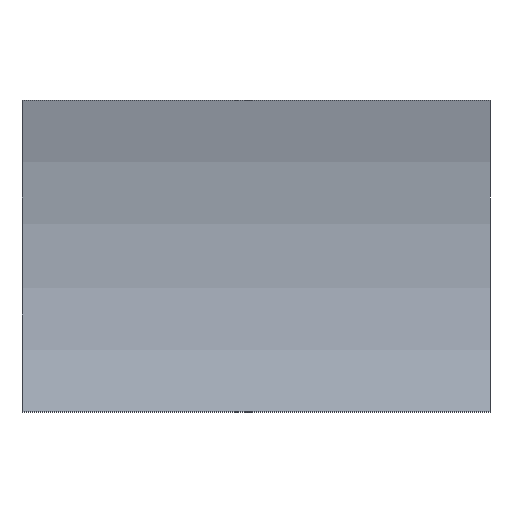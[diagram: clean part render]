
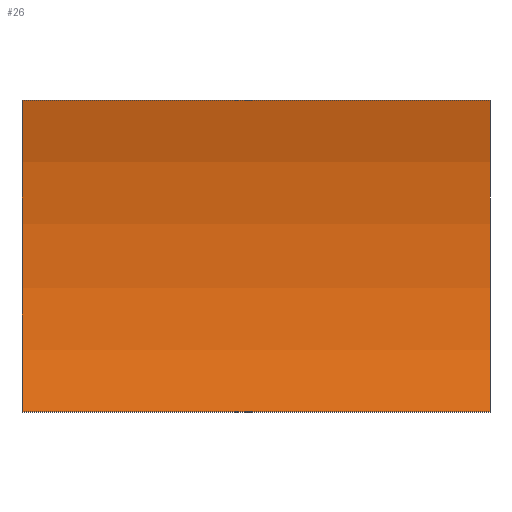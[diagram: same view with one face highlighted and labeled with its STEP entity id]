
A CAD part, left-side view. The second image highlights one B-rep face of the part: STEP entity #26.
In plain terms, the highlighted cylindrical face has radius 34.35 mm (diameter 68.7 mm), a partial arc.
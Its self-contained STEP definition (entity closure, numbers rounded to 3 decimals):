
#6 = VERTEX_POINT ( 'NONE', #32 ) ;
#14 = VECTOR ( 'NONE', #160, 1000. ) ;
#17 = LINE ( 'NONE', #92, #14 ) ;
#23 = CYLINDRICAL_SURFACE ( 'NONE', #133, 34.35 ) ;
#26 = ADVANCED_FACE ( 'NONE', ( #169 ), #23, .F. ) ;
#32 = CARTESIAN_POINT ( 'NONE',  ( -3.488, 30., 20. ) ) ;
#41 = DIRECTION ( 'NONE',  ( 0., -1., 0. ) ) ;
#44 = ORIENTED_EDGE ( 'NONE', *, *, #85, .F. ) ;
#47 = VECTOR ( 'NONE', #56, 1000. ) ;
#54 = VERTEX_POINT ( 'NONE', #74 ) ;
#56 = DIRECTION ( 'NONE',  ( 0., -1., 0. ) ) ;
#59 = AXIS2_PLACEMENT_3D ( 'NONE', #76, #63, #118 ) ;
#61 = VERTEX_POINT ( 'NONE', #67 ) ;
#62 = ORIENTED_EDGE ( 'NONE', *, *, #200, .T. ) ;
#63 = DIRECTION ( 'NONE',  ( 0., -1., 0. ) ) ;
#67 = CARTESIAN_POINT ( 'NONE',  ( -3.488, 30., 0. ) ) ;
#74 = CARTESIAN_POINT ( 'NONE',  ( -3.488, 0., 0. ) ) ;
#76 = CARTESIAN_POINT ( 'NONE',  ( -36.35, 30., 10. ) ) ;
#82 = ORIENTED_EDGE ( 'NONE', *, *, #171, .T. ) ;
#84 = CARTESIAN_POINT ( 'NONE',  ( -3.488, 0., 20. ) ) ;
#85 = EDGE_CURVE ( 'NONE', #61, #6, #147, .T. ) ;
#88 = DIRECTION ( 'NONE',  ( 0., -1., 0. ) ) ;
#90 = LINE ( 'NONE', #156, #47 ) ;
#92 = CARTESIAN_POINT ( 'NONE',  ( -3.488, 30., 0. ) ) ;
#107 = ORIENTED_EDGE ( 'NONE', *, *, #170, .F. ) ;
#110 = EDGE_LOOP ( 'NONE', ( #62, #107, #44, #82 ) ) ;
#114 = CARTESIAN_POINT ( 'NONE',  ( -36.35, 0., 10. ) ) ;
#118 = DIRECTION ( 'NONE',  ( 0., 0., 1. ) ) ;
#133 = AXIS2_PLACEMENT_3D ( 'NONE', #144, #88, #150 ) ;
#137 = CIRCLE ( 'NONE', #173, 34.35 ) ;
#144 = CARTESIAN_POINT ( 'NONE',  ( -36.35, 30., 10. ) ) ;
#147 = CIRCLE ( 'NONE', #59, 34.35 ) ;
#150 = DIRECTION ( 'NONE',  ( 0., 0., -1. ) ) ;
#156 = CARTESIAN_POINT ( 'NONE',  ( -3.488, 30., 20. ) ) ;
#160 = DIRECTION ( 'NONE',  ( 0., -1., 0. ) ) ;
#162 = DIRECTION ( 'NONE',  ( 0., 0., 1. ) ) ;
#169 = FACE_OUTER_BOUND ( 'NONE', #110, .T. ) ;
#170 = EDGE_CURVE ( 'NONE', #6, #187, #90, .T. ) ;
#171 = EDGE_CURVE ( 'NONE', #61, #54, #17, .T. ) ;
#173 = AXIS2_PLACEMENT_3D ( 'NONE', #114, #41, #162 ) ;
#187 = VERTEX_POINT ( 'NONE', #84 ) ;
#200 = EDGE_CURVE ( 'NONE', #54, #187, #137, .T. ) ;
